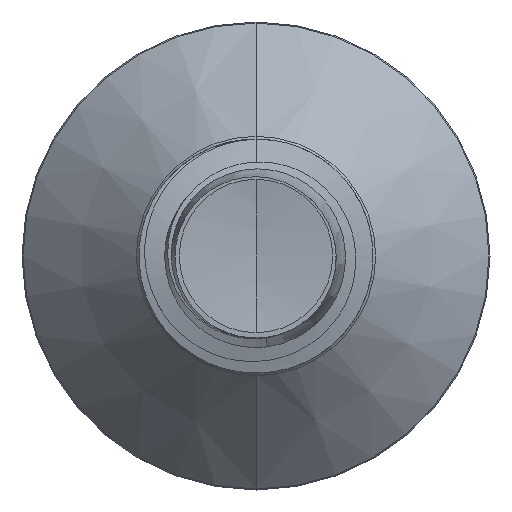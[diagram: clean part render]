
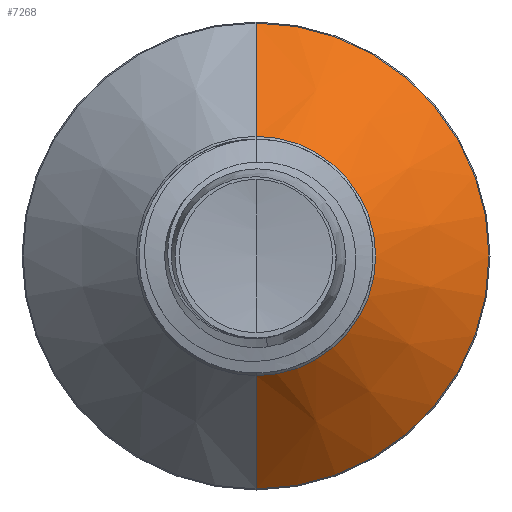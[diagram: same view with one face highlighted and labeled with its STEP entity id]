
A CAD part, front view. The second image highlights one B-rep face of the part: STEP entity #7268.
In plain terms, the highlighted conical face has half-angle 45 degrees and reference radius 2.302 mm.
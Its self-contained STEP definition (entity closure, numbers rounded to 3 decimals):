
#135 = CARTESIAN_POINT ( 'NONE',  ( 0., 7.78, 4.48 ) ) ;
#953 = CARTESIAN_POINT ( 'NONE',  ( 0., 5.602, 2.302 ) ) ;
#1837 = DIRECTION ( 'NONE',  ( 0., 0., 1. ) ) ;
#2903 = VERTEX_POINT ( 'NONE', #953 ) ;
#3026 = VERTEX_POINT ( 'NONE', #135 ) ;
#4085 = CARTESIAN_POINT ( 'NONE',  ( 0., 7.78, -4.48 ) ) ;
#4885 = VECTOR ( 'NONE', #7041, 1000. ) ;
#6108 = EDGE_CURVE ( 'NONE', #3026, #12873, #11287, .T. ) ;
#6377 = DIRECTION ( 'NONE',  ( 0., 0.707, 0.707 ) ) ;
#6614 = EDGE_CURVE ( 'NONE', #2903, #10324, #10005, .T. ) ;
#6930 = CONICAL_SURFACE ( 'NONE', #13773, 2.302, 0.785 ) ;
#6972 = EDGE_CURVE ( 'NONE', #2903, #3026, #9560, .T. ) ;
#7041 = DIRECTION ( 'NONE',  ( 0., 0.707, -0.707 ) ) ;
#7268 = ADVANCED_FACE ( 'NONE', ( #8002 ), #6930, .T. ) ;
#7464 = DIRECTION ( 'NONE',  ( 0., 0., 1. ) ) ;
#7478 = DIRECTION ( 'NONE',  ( 0., 1., 0. ) ) ;
#7498 = CARTESIAN_POINT ( 'NONE',  ( 0., 5.602, 0. ) ) ;
#7511 = EDGE_CURVE ( 'NONE', #10324, #12873, #7933, .T. ) ;
#7578 = CARTESIAN_POINT ( 'NONE',  ( 0., 5.602, 2.302 ) ) ;
#7933 = LINE ( 'NONE', #13862, #4885 ) ;
#8002 = FACE_OUTER_BOUND ( 'NONE', #13506, .T. ) ;
#9233 = VECTOR ( 'NONE', #6377, 1000. ) ;
#9560 = LINE ( 'NONE', #7578, #9233 ) ;
#10005 = CIRCLE ( 'NONE', #13322, 2.302 ) ;
#10324 = VERTEX_POINT ( 'NONE', #14483 ) ;
#11123 = DIRECTION ( 'NONE',  ( 0., 0., 1. ) ) ;
#11139 = DIRECTION ( 'NONE',  ( 0., 1., 0. ) ) ;
#11141 = CARTESIAN_POINT ( 'NONE',  ( 0., 7.78, 0. ) ) ;
#11287 = CIRCLE ( 'NONE', #11352, 4.48 ) ;
#11352 = AXIS2_PLACEMENT_3D ( 'NONE', #11141, #11139, #11123 ) ;
#11579 = ORIENTED_EDGE ( 'NONE', *, *, #6614, .T. ) ;
#11792 = ORIENTED_EDGE ( 'NONE', *, *, #7511, .T. ) ;
#12149 = ORIENTED_EDGE ( 'NONE', *, *, #6108, .F. ) ;
#12290 = ORIENTED_EDGE ( 'NONE', *, *, #6972, .F. ) ;
#12873 = VERTEX_POINT ( 'NONE', #4085 ) ;
#13322 = AXIS2_PLACEMENT_3D ( 'NONE', #7498, #7478, #7464 ) ;
#13506 = EDGE_LOOP ( 'NONE', ( #11579, #11792, #12149, #12290 ) ) ;
#13773 = AXIS2_PLACEMENT_3D ( 'NONE', #15046, #13803, #1837 ) ;
#13803 = DIRECTION ( 'NONE',  ( 0., 1., 0. ) ) ;
#13862 = CARTESIAN_POINT ( 'NONE',  ( 0., 5.602, -2.302 ) ) ;
#14483 = CARTESIAN_POINT ( 'NONE',  ( 0., 5.602, -2.302 ) ) ;
#15046 = CARTESIAN_POINT ( 'NONE',  ( 0., 5.602, 0. ) ) ;
